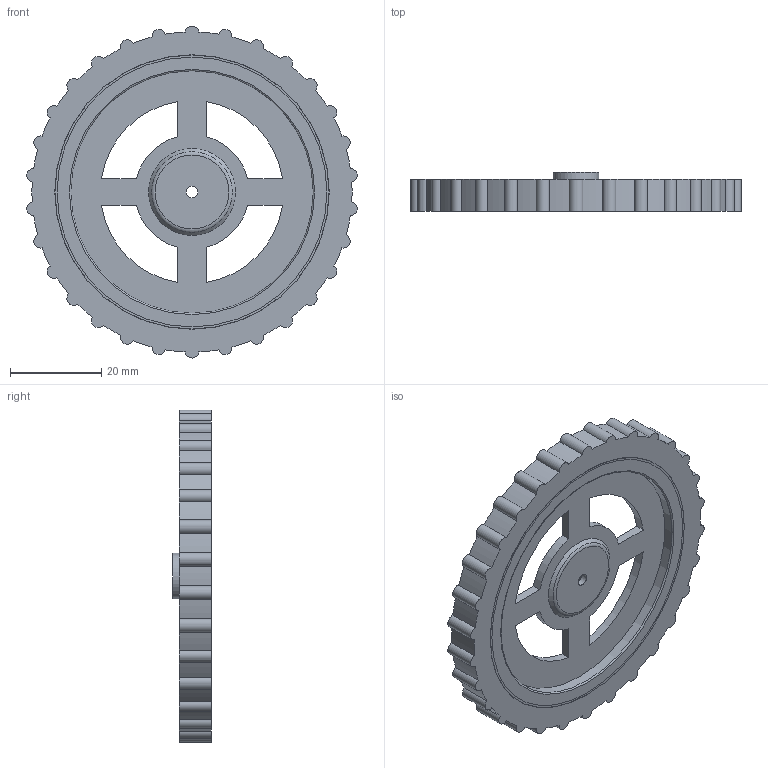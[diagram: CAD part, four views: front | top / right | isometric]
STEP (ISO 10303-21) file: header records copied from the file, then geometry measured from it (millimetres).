
FILE_DESCRIPTION(/* description */ (''),/* implementation_level */ '2;1');
FILE_NAME(/* name */ 'final wheel v1.step',/* time_stamp */ '2024-06-29T15:43:40+05:30',/* author */ (''),/* organization */ (''),/* preprocessor_version */ 'ST-DEVELOPER v20',/* originating_system */ 'Autodesk Translation Framework v13.14.0.145',/* authorisation */ '');
FILE_SCHEMA (('AUTOMOTIVE_DESIGN { 1 0 10303 214 3 1 1 }'));
Length unit declared in the file: millimetre
Products named in the file (1): final wheel
Bounding box: 72.22 x 8.5 x 72.59 mm (x, y, z)
Volume: 16705.8 mm3; surface area: 14643.7 mm2
Topology: 2 solids, 2 shells, 121 faces, 321 edges, 214 vertices
Faces by surface type: cylinder 85, plane 28, torus 7, cone 1
Full cylindrical faces by diameter (mm): 2.6 x1, 7 x1, 10 x1, 53 x2, 59 x2, 60 x2, 63 x1, 65 x1
Entity records: 3938 total; most frequent: DIRECTION 758, CARTESIAN_POINT 657, ORIENTED_EDGE 642, EDGE_CURVE 321, AXIS2_PLACEMENT_3D 315, VERTEX_POINT 214, CIRCLE 193, EDGE_LOOP 143
